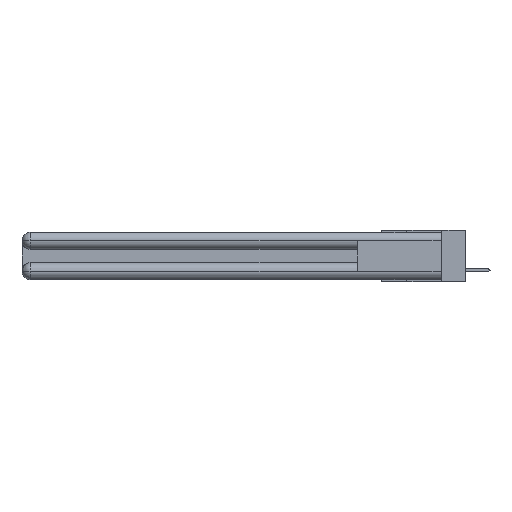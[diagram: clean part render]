
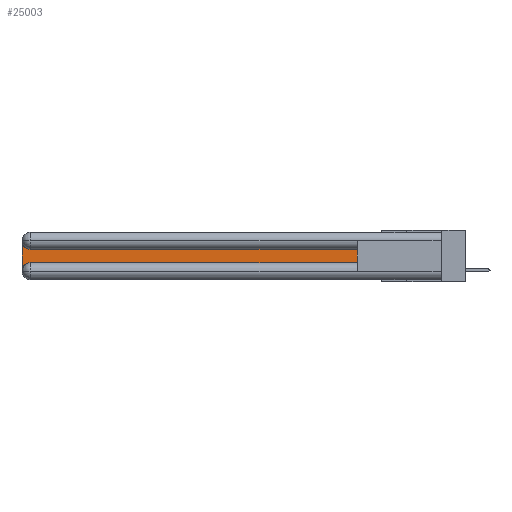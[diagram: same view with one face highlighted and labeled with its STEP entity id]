
A CAD part, left-side view. The second image highlights one B-rep face of the part: STEP entity #25003.
In plain terms, the highlighted planar face has unit normal (-1, 0, 0).
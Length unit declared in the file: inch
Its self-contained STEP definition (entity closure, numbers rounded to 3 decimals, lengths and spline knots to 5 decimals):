
#245 = DIRECTION ( 'NONE',  ( 1., 0., 0. ) ) ;
#332 = CARTESIAN_POINT ( 'NONE',  ( 0.075, 3., -0.1225 ) ) ;
#1225 = CARTESIAN_POINT ( 'NONE',  ( 0.075, 2.94, -0.2175 ) ) ;
#1292 = ORIENTED_EDGE ( 'NONE', *, *, #2828, .T. ) ;
#1475 = VERTEX_POINT ( 'NONE', #1225 ) ;
#2817 = CARTESIAN_POINT ( 'NONE',  ( 0.075, 0.6, -0.1225 ) ) ;
#2828 = EDGE_CURVE ( 'NONE', #25932, #1475, #17990, .T. ) ;
#3507 = CARTESIAN_POINT ( 'NONE',  ( 0.075, 2.94, -0.1225 ) ) ;
#4095 = FACE_OUTER_BOUND ( 'NONE', #26966, .T. ) ;
#4860 = VECTOR ( 'NONE', #24832, 39.37008 ) ;
#5055 = VERTEX_POINT ( 'NONE', #5586 ) ;
#5586 = CARTESIAN_POINT ( 'NONE',  ( 0.075, 3., -0.0625 ) ) ;
#5686 = LINE ( 'NONE', #6732, #26183 ) ;
#6131 = VERTEX_POINT ( 'NONE', #27386 ) ;
#6333 = AXIS2_PLACEMENT_3D ( 'NONE', #332, #7358, #18633 ) ;
#6732 = CARTESIAN_POINT ( 'NONE',  ( 0.075, 0.6, -0.2175 ) ) ;
#7358 = DIRECTION ( 'NONE',  ( 1., 0., 0. ) ) ;
#8502 = CARTESIAN_POINT ( 'NONE',  ( 0.075, 3., -0.2775 ) ) ;
#8680 = ORIENTED_EDGE ( 'NONE', *, *, #21231, .T. ) ;
#8682 = ORIENTED_EDGE ( 'NONE', *, *, #17576, .T. ) ;
#11064 = CARTESIAN_POINT ( 'NONE',  ( 0.075, 2.94, -0.0625 ) ) ;
#11305 = VERTEX_POINT ( 'NONE', #3507 ) ;
#11772 = DIRECTION ( 'NONE',  ( 0., -1., 0. ) ) ;
#13186 = DIRECTION ( 'NONE',  ( 0., 0., -1. ) ) ;
#14098 = PLANE ( 'NONE',  #6333 ) ;
#14870 = LINE ( 'NONE', #25433, #25244 ) ;
#15617 = CARTESIAN_POINT ( 'NONE',  ( 0.075, 3., -0.2175 ) ) ;
#16034 = AXIS2_PLACEMENT_3D ( 'NONE', #11064, #18126, #13186 ) ;
#16395 = ORIENTED_EDGE ( 'NONE', *, *, #29120, .T. ) ;
#16932 = DIRECTION ( 'NONE',  ( 0., 0., -1. ) ) ;
#17103 = LINE ( 'NONE', #20797, #18909 ) ;
#17576 = EDGE_CURVE ( 'NONE', #1475, #6131, #14870, .T. ) ;
#17990 = CIRCLE ( 'NONE', #20550, 0.06 ) ;
#18126 = DIRECTION ( 'NONE',  ( 1., 0., 0. ) ) ;
#18633 = DIRECTION ( 'NONE',  ( 0., 0., -1. ) ) ;
#18909 = VECTOR ( 'NONE', #20985, 39.37008 ) ;
#19566 = ORIENTED_EDGE ( 'NONE', *, *, #29051, .T. ) ;
#20301 = VERTEX_POINT ( 'NONE', #2817 ) ;
#20550 = AXIS2_PLACEMENT_3D ( 'NONE', #27772, #245, #16932 ) ;
#20797 = CARTESIAN_POINT ( 'NONE',  ( 0.075, 0.6, -0.1225 ) ) ;
#20985 = DIRECTION ( 'NONE',  ( 0., 1., 0. ) ) ;
#21231 = EDGE_CURVE ( 'NONE', #20301, #11305, #17103, .T. ) ;
#22836 = EDGE_CURVE ( 'NONE', #6131, #20301, #5686, .T. ) ;
#23246 = CIRCLE ( 'NONE', #16034, 0.06 ) ;
#24832 = DIRECTION ( 'NONE',  ( 0., 0., -1. ) ) ;
#25003 = ADVANCED_FACE ( 'NONE', ( #4095 ), #14098, .F. ) ;
#25244 = VECTOR ( 'NONE', #11772, 39.37008 ) ;
#25433 = CARTESIAN_POINT ( 'NONE',  ( 0.075, 0.6, -0.2175 ) ) ;
#25932 = VERTEX_POINT ( 'NONE', #8502 ) ;
#26180 = ORIENTED_EDGE ( 'NONE', *, *, #22836, .T. ) ;
#26183 = VECTOR ( 'NONE', #27628, 39.37008 ) ;
#26966 = EDGE_LOOP ( 'NONE', ( #8680, #19566, #16395, #1292, #8682, #26180 ) ) ;
#27386 = CARTESIAN_POINT ( 'NONE',  ( 0.075, 0.6, -0.2175 ) ) ;
#27628 = DIRECTION ( 'NONE',  ( 0., 0., 1. ) ) ;
#27772 = CARTESIAN_POINT ( 'NONE',  ( 0.075, 2.94, -0.2775 ) ) ;
#29005 = LINE ( 'NONE', #15617, #4860 ) ;
#29051 = EDGE_CURVE ( 'NONE', #11305, #5055, #23246, .T. ) ;
#29120 = EDGE_CURVE ( 'NONE', #5055, #25932, #29005, .T. ) ;
